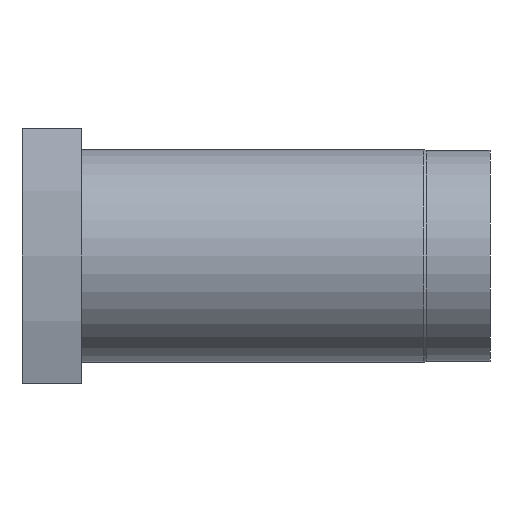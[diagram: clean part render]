
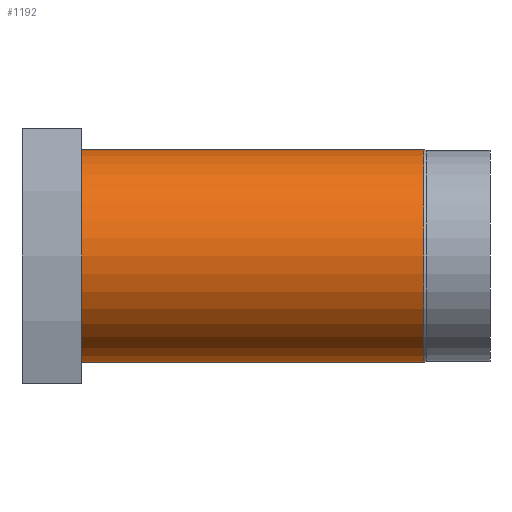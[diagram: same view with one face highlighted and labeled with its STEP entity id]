
A CAD part, left-side view. The second image highlights one B-rep face of the part: STEP entity #1192.
In plain terms, the highlighted cylindrical face has radius 2.5 mm (diameter 5 mm), a partial arc.
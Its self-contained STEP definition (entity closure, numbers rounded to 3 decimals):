
#146 = CARTESIAN_POINT ( 'NONE',  ( 0., 0., 0. ) ) ;
#269 = AXIS2_PLACEMENT_3D ( 'NONE', #1636, #2572, #1413 ) ;
#341 = EDGE_CURVE ( 'NONE', #2934, #2442, #3008, .T. ) ;
#342 = CYLINDRICAL_SURFACE ( 'NONE', #2078, 2.5 ) ;
#449 = DIRECTION ( 'NONE',  ( 0., 0., 1. ) ) ;
#655 = VECTOR ( 'NONE', #1022, 1000. ) ;
#942 = LINE ( 'NONE', #3096, #1133 ) ;
#1022 = DIRECTION ( 'NONE',  ( 0., 1., 0. ) ) ;
#1030 = CARTESIAN_POINT ( 'NONE',  ( 0., -0.4, -2.5 ) ) ;
#1121 = CARTESIAN_POINT ( 'NONE',  ( 0., -0.4, 0. ) ) ;
#1133 = VECTOR ( 'NONE', #2154, 1000. ) ;
#1166 = FACE_OUTER_BOUND ( 'NONE', #1294, .T. ) ;
#1192 = ADVANCED_FACE ( 'Defeature ausgef�hrt1_2', ( #1166 ), #342, .T. ) ;
#1195 = CARTESIAN_POINT ( 'NONE',  ( 0., -8.444, -2.5 ) ) ;
#1226 = CARTESIAN_POINT ( 'NONE',  ( 0., 0., 2.5 ) ) ;
#1294 = EDGE_LOOP ( 'NONE', ( #2570, #2213, #2673, #2790 ) ) ;
#1398 = EDGE_CURVE ( 'Defeature ausgef�hrt1_1+Defeature ausgef�hrt1_2+Defeature ausgef�hrt1_2+Defeature ausgef�hrt1_2', #1716, #2442, #1565, .T. ) ;
#1413 = DIRECTION ( 'NONE',  ( 0., 0., 1. ) ) ;
#1501 = EDGE_CURVE ( 'NONE', #2183, #1716, #942, .T. ) ;
#1565 = CIRCLE ( 'NONE', #2096, 2.5 ) ;
#1636 = CARTESIAN_POINT ( 'NONE',  ( 0., -8.444, 0. ) ) ;
#1716 = VERTEX_POINT ( 'NONE', #1030 ) ;
#1782 = CARTESIAN_POINT ( 'NONE',  ( 0., -0.4, 2.5 ) ) ;
#1898 = CARTESIAN_POINT ( 'NONE',  ( 0., -8.444, 2.5 ) ) ;
#2078 = AXIS2_PLACEMENT_3D ( 'NONE', #146, #3012, #449 ) ;
#2089 = DIRECTION ( 'NONE',  ( 0., 1., 0. ) ) ;
#2096 = AXIS2_PLACEMENT_3D ( 'NONE', #1121, #2089, #2822 ) ;
#2154 = DIRECTION ( 'NONE',  ( 0., 1., 0. ) ) ;
#2183 = VERTEX_POINT ( 'NONE', #1195 ) ;
#2213 = ORIENTED_EDGE ( 'NONE', *, *, #2854, .T. ) ;
#2442 = VERTEX_POINT ( 'NONE', #1782 ) ;
#2570 = ORIENTED_EDGE ( 'NONE', *, *, #1501, .F. ) ;
#2572 = DIRECTION ( 'NONE',  ( 0., 1., 0. ) ) ;
#2673 = ORIENTED_EDGE ( 'NONE', *, *, #341, .T. ) ;
#2790 = ORIENTED_EDGE ( 'NONE', *, *, #1398, .F. ) ;
#2822 = DIRECTION ( 'NONE',  ( 0., 0., 1. ) ) ;
#2854 = EDGE_CURVE ( 'Defeature ausgef�hrt1_2+Defeature ausgef�hrt1_3+Defeature ausgef�hrt1_3+Defeature ausgef�hrt1_3', #2183, #2934, #3077, .T. ) ;
#2934 = VERTEX_POINT ( 'NONE', #1898 ) ;
#3008 = LINE ( 'NONE', #1226, #655 ) ;
#3012 = DIRECTION ( 'NONE',  ( 0., 1., 0. ) ) ;
#3077 = CIRCLE ( 'NONE', #269, 2.5 ) ;
#3096 = CARTESIAN_POINT ( 'NONE',  ( 0., 0., -2.5 ) ) ;
